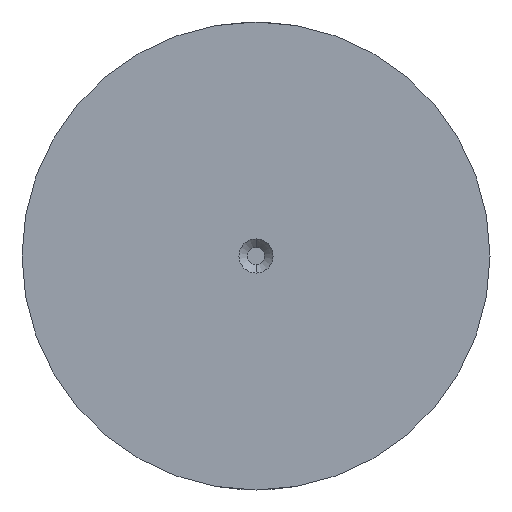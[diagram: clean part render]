
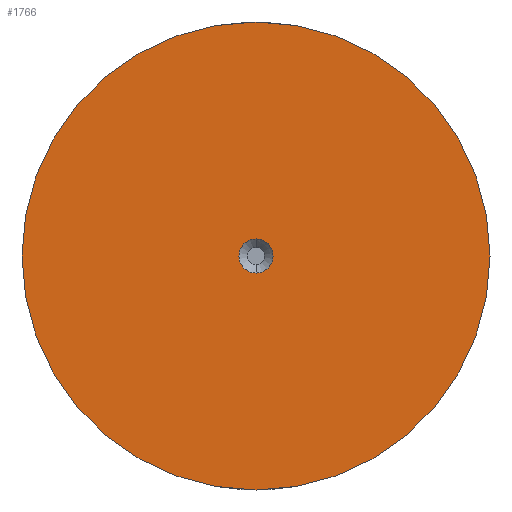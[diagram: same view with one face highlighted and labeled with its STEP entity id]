
A CAD part, front view. The second image highlights one B-rep face of the part: STEP entity #1766.
In plain terms, the highlighted planar face has unit normal (0, -1, 0).
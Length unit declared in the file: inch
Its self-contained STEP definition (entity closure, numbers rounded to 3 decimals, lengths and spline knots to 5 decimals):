
#110 = CARTESIAN_POINT ( 'NONE',  ( 0., -3.75, -4.9375 ) ) ;
#195 = EDGE_CURVE ( 'NONE', #1084, #1327, #2260, .T. ) ;
#234 = DIRECTION ( 'NONE',  ( 0., 1., 0. ) ) ;
#322 = AXIS2_PLACEMENT_3D ( 'NONE', #1330, #234, #446 ) ;
#368 = ORIENTED_EDGE ( 'NONE', *, *, #2695, .T. ) ;
#433 = DIRECTION ( 'NONE',  ( 0., 1., 0. ) ) ;
#446 = DIRECTION ( 'NONE',  ( 0., 0., 1. ) ) ;
#456 = DIRECTION ( 'NONE',  ( 0., 1., 0. ) ) ;
#563 = CIRCLE ( 'NONE', #1508, 4.9375 ) ;
#710 = FACE_BOUND ( 'NONE', #2590, .T. ) ;
#728 = EDGE_CURVE ( 'NONE', #2364, #2203, #1285, .T. ) ;
#827 = CARTESIAN_POINT ( 'NONE',  ( 0., -3.75, 0. ) ) ;
#840 = DIRECTION ( 'NONE',  ( 0., 0., 1. ) ) ;
#922 = EDGE_LOOP ( 'NONE', ( #2624, #1768 ) ) ;
#1084 = VERTEX_POINT ( 'NONE', #110 ) ;
#1088 = DIRECTION ( 'NONE',  ( 0., 1., 0. ) ) ;
#1102 = CIRCLE ( 'NONE', #322, 0.36 ) ;
#1164 = ORIENTED_EDGE ( 'NONE', *, *, #728, .T. ) ;
#1285 = CIRCLE ( 'NONE', #2270, 0.36 ) ;
#1327 = VERTEX_POINT ( 'NONE', #1740 ) ;
#1330 = CARTESIAN_POINT ( 'NONE',  ( 0., -3.75, 0. ) ) ;
#1357 = CARTESIAN_POINT ( 'NONE',  ( 0., -3.75, 0. ) ) ;
#1508 = AXIS2_PLACEMENT_3D ( 'NONE', #1357, #456, #2172 ) ;
#1632 = CARTESIAN_POINT ( 'NONE',  ( 0., -3.75, -0.36 ) ) ;
#1730 = CARTESIAN_POINT ( 'NONE',  ( 0., -3.75, 0.36 ) ) ;
#1740 = CARTESIAN_POINT ( 'NONE',  ( 0., -3.75, 4.9375 ) ) ;
#1766 = ADVANCED_FACE ( 'NONE', ( #710, #2352 ), #2194, .F. ) ;
#1768 = ORIENTED_EDGE ( 'NONE', *, *, #195, .F. ) ;
#1890 = DIRECTION ( 'NONE',  ( 0., 0., 1. ) ) ;
#1948 = AXIS2_PLACEMENT_3D ( 'NONE', #2372, #433, #2323 ) ;
#2100 = AXIS2_PLACEMENT_3D ( 'NONE', #827, #1088, #840 ) ;
#2172 = DIRECTION ( 'NONE',  ( 0., 0., 1. ) ) ;
#2194 = PLANE ( 'NONE',  #1948 ) ;
#2203 = VERTEX_POINT ( 'NONE', #1730 ) ;
#2260 = CIRCLE ( 'NONE', #2100, 4.9375 ) ;
#2270 = AXIS2_PLACEMENT_3D ( 'NONE', #2670, #2689, #1890 ) ;
#2323 = DIRECTION ( 'NONE',  ( 0., 0., 1. ) ) ;
#2352 = FACE_OUTER_BOUND ( 'NONE', #922, .T. ) ;
#2364 = VERTEX_POINT ( 'NONE', #1632 ) ;
#2372 = CARTESIAN_POINT ( 'NONE',  ( 0., -3.75, 0. ) ) ;
#2590 = EDGE_LOOP ( 'NONE', ( #1164, #368 ) ) ;
#2624 = ORIENTED_EDGE ( 'NONE', *, *, #2712, .F. ) ;
#2670 = CARTESIAN_POINT ( 'NONE',  ( 0., -3.75, 0. ) ) ;
#2689 = DIRECTION ( 'NONE',  ( 0., 1., 0. ) ) ;
#2695 = EDGE_CURVE ( 'NONE', #2203, #2364, #1102, .T. ) ;
#2712 = EDGE_CURVE ( 'NONE', #1327, #1084, #563, .T. ) ;
